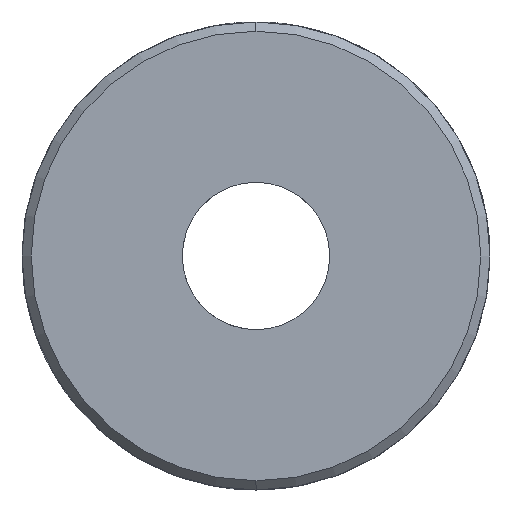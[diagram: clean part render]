
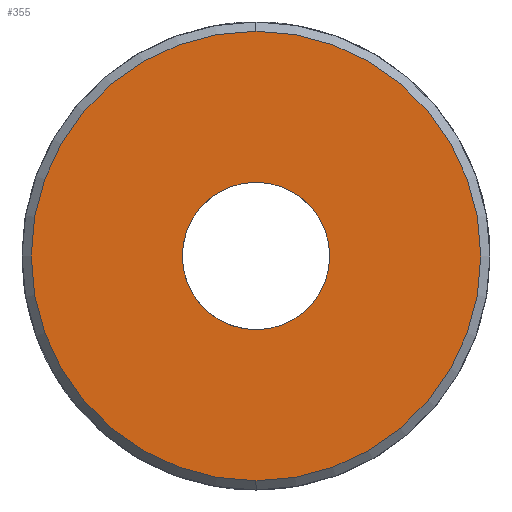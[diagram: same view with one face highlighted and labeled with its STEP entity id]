
A CAD part, left-side view. The second image highlights one B-rep face of the part: STEP entity #355.
In plain terms, the highlighted planar face has unit normal (-1, 0, 0).
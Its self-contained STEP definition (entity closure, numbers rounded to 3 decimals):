
#355 = ADVANCED_FACE ( 'NONE', ( #3795, #3955 ), #4622, .F. ) ;
#365 = CARTESIAN_POINT ( 'NONE',  ( -12.7, 0., 12.2 ) ) ;
#758 = DIRECTION ( 'NONE',  ( 0., 0., 1. ) ) ;
#767 = DIRECTION ( 'NONE',  ( -1., 0., 0. ) ) ;
#775 = CARTESIAN_POINT ( 'NONE',  ( -12.7, 0., 0. ) ) ;
#882 = CARTESIAN_POINT ( 'NONE',  ( -12.7, 0., -4. ) ) ;
#1102 = CARTESIAN_POINT ( 'NONE',  ( -12.7, 0., 4. ) ) ;
#1426 = CARTESIAN_POINT ( 'NONE',  ( -12.7, 0., -12.2 ) ) ;
#1561 = VERTEX_POINT ( 'NONE', #1426 ) ;
#1564 = DIRECTION ( 'NONE',  ( 0., 0., -1. ) ) ;
#1572 = DIRECTION ( 'NONE',  ( 1., 0., 0. ) ) ;
#1612 = CARTESIAN_POINT ( 'NONE',  ( -12.7, 0., 0. ) ) ;
#2193 = ORIENTED_EDGE ( 'NONE', *, *, #3069, .F. ) ;
#2200 = ORIENTED_EDGE ( 'NONE', *, *, #5773, .F. ) ;
#2215 = ORIENTED_EDGE ( 'NONE', *, *, #3680, .F. ) ;
#2224 = ORIENTED_EDGE ( 'NONE', *, *, #2941, .F. ) ;
#2629 = CARTESIAN_POINT ( 'NONE',  ( -12.7, 0., 0. ) ) ;
#2768 = DIRECTION ( 'NONE',  ( -1., 0., 0. ) ) ;
#2855 = DIRECTION ( 'NONE',  ( 0., 0., 1. ) ) ;
#2937 = AXIS2_PLACEMENT_3D ( 'NONE', #1612, #1572, #1564 ) ;
#2941 = EDGE_CURVE ( 'NONE', #6014, #1561, #4798, .T. ) ;
#3031 = CIRCLE ( 'NONE', #3162, 4. ) ;
#3069 = EDGE_CURVE ( 'NONE', #4276, #5748, #4939, .T. ) ;
#3162 = AXIS2_PLACEMENT_3D ( 'NONE', #775, #767, #758 ) ;
#3601 = AXIS2_PLACEMENT_3D ( 'NONE', #4736, #5986, #5786 ) ;
#3680 = EDGE_CURVE ( 'NONE', #1561, #6014, #6190, .T. ) ;
#3703 = DIRECTION ( 'NONE',  ( 0., 0., -1. ) ) ;
#3721 = DIRECTION ( 'NONE',  ( 1., 0., 0. ) ) ;
#3724 = CARTESIAN_POINT ( 'NONE',  ( -12.7, 0., 0. ) ) ;
#3795 = FACE_BOUND ( 'NONE', #4829, .T. ) ;
#3955 = FACE_OUTER_BOUND ( 'NONE', #4702, .T. ) ;
#4167 = AXIS2_PLACEMENT_3D ( 'NONE', #2629, #2768, #2855 ) ;
#4276 = VERTEX_POINT ( 'NONE', #1102 ) ;
#4500 = AXIS2_PLACEMENT_3D ( 'NONE', #3724, #3721, #3703 ) ;
#4622 = PLANE ( 'NONE',  #3601 ) ;
#4702 = EDGE_LOOP ( 'NONE', ( #2215, #2224 ) ) ;
#4736 = CARTESIAN_POINT ( 'NONE',  ( -12.7, 0., 0. ) ) ;
#4798 = CIRCLE ( 'NONE', #4500, 12.2 ) ;
#4829 = EDGE_LOOP ( 'NONE', ( #2193, #2200 ) ) ;
#4939 = CIRCLE ( 'NONE', #4167, 4. ) ;
#5748 = VERTEX_POINT ( 'NONE', #882 ) ;
#5773 = EDGE_CURVE ( 'NONE', #5748, #4276, #3031, .T. ) ;
#5786 = DIRECTION ( 'NONE',  ( 0., 0., -1. ) ) ;
#5986 = DIRECTION ( 'NONE',  ( 1., 0., 0. ) ) ;
#6014 = VERTEX_POINT ( 'NONE', #365 ) ;
#6190 = CIRCLE ( 'NONE', #2937, 12.2 ) ;
